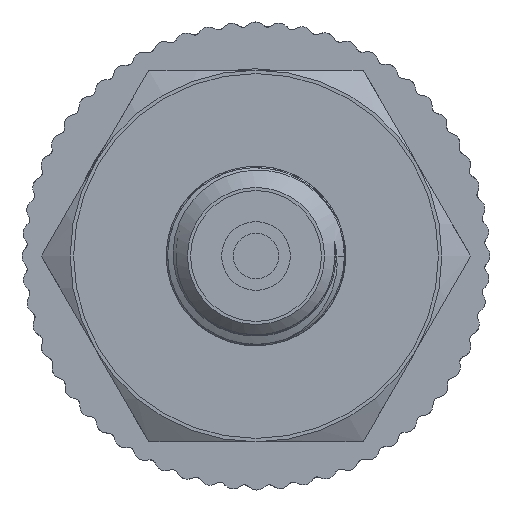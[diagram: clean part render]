
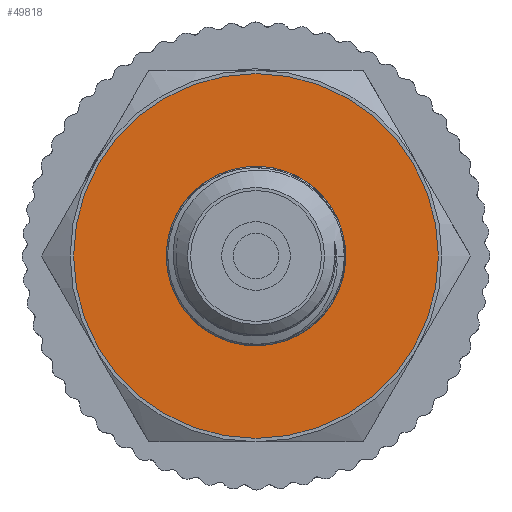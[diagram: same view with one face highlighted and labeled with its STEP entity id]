
A CAD part, left-side view. The second image highlights one B-rep face of the part: STEP entity #49818.
In plain terms, the highlighted planar face has unit normal (-1, 0, 0).
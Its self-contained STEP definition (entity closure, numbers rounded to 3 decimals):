
#144=PLANE('',#52450);
#2979=FACE_BOUND('',#6840,.T.);
#4122=FACE_OUTER_BOUND('',#6839,.T.);
#6839=EDGE_LOOP('',(#35594));
#6840=EDGE_LOOP('',(#35595));
#9309=CIRCLE('',#52427,13.25);
#9310=CIRCLE('',#52429,6.5);
#21192=VERTEX_POINT('',#82931);
#21193=VERTEX_POINT('',#83303);
#26740=EDGE_CURVE('',#21192,#21192,#9309,.T.);
#26742=EDGE_CURVE('',#21193,#21193,#9310,.T.);
#35594=ORIENTED_EDGE('',*,*,#26740,.T.);
#35595=ORIENTED_EDGE('',*,*,#26742,.T.);
#49818=ADVANCED_FACE('',(#4122,#2979),#144,.T.);
#52427=AXIS2_PLACEMENT_3D('',#82933,#57110,#57111);
#52429=AXIS2_PLACEMENT_3D('',#83304,#57114,#57115);
#52450=AXIS2_PLACEMENT_3D('',#85045,#57161,#57162);
#57110=DIRECTION('center_axis',(-1.,0.,0.));
#57111=DIRECTION('ref_axis',(0.,1.,0.));
#57114=DIRECTION('center_axis',(1.,0.,0.));
#57115=DIRECTION('ref_axis',(0.,0.,-1.));
#57161=DIRECTION('center_axis',(-1.,0.,0.));
#57162=DIRECTION('ref_axis',(0.,0.,1.));
#82931=CARTESIAN_POINT('',(-47.,-13.25,0.));
#82933=CARTESIAN_POINT('Origin',(-47.,0.,0.));
#83303=CARTESIAN_POINT('',(-47.,0.,6.5));
#83304=CARTESIAN_POINT('Origin',(-47.,0.,0.));
#85045=CARTESIAN_POINT('Origin',(-47.,13.5,0.));
